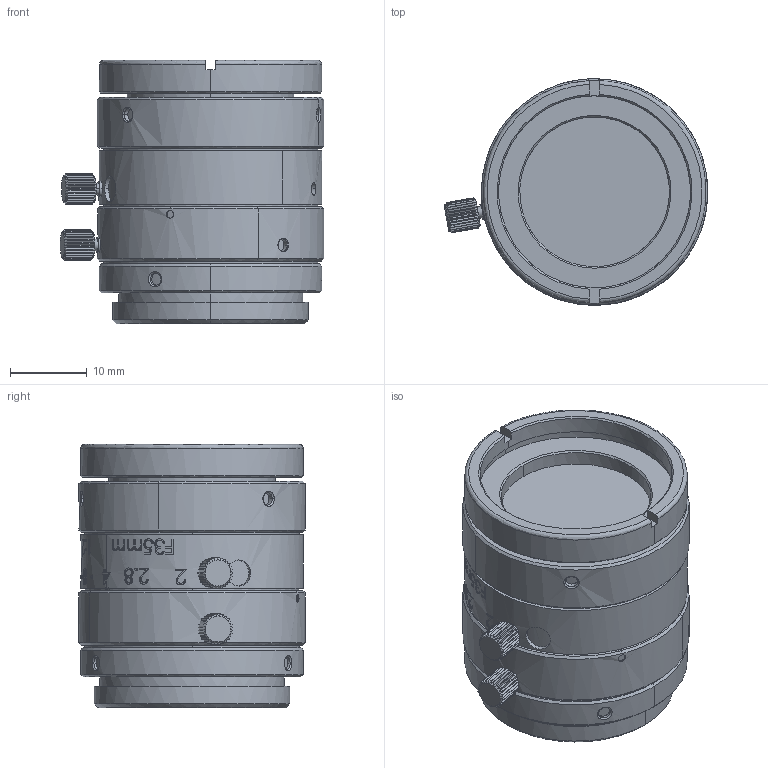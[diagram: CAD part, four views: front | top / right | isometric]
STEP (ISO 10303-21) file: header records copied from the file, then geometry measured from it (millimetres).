
FILE_DESCRIPTION (( 'STEP AP203' ), '1' );
FILE_NAME ('601004.STEP', '2020-12-30T17:09:40', ( '' ), ( '' ), 'SwSTEP 2.0', 'SolidWorks 2019', '' );
FILE_SCHEMA (( 'CONFIG_CONTROL_DESIGN' ));
Length unit declared in the file: millimetre
Products named in the file (1): 601004
Bounding box: 34.34 x 29.5 x 34.31 mm (x, y, z)
Volume: 18398.3 mm3; surface area: 7794.9 mm2
Topology: 2 solids, 2 shells, 621 faces, 1620 edges, 1061 vertices
Faces by surface type: bspline 621
Entity records: 41047 total; most frequent: CARTESIAN_POINT 31308, ORIENTED_EDGE 3240, EDGE_CURVE 1620, B_SPLINE_CURVE_WITH_KNOTS 1370, VERTEX_POINT 1061, EDGE_LOOP 683, ADVANCED_FACE 621, FACE_OUTER_BOUND 621
